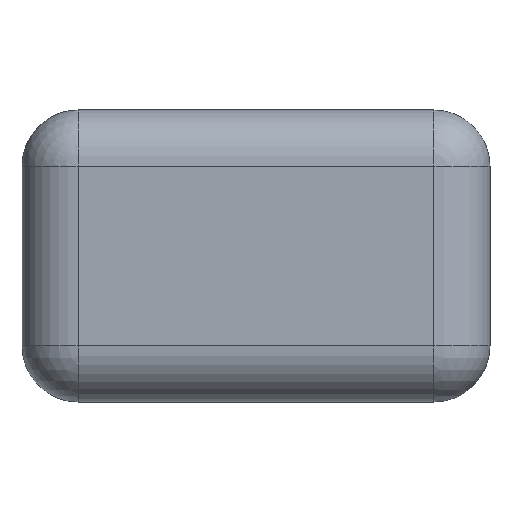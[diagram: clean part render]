
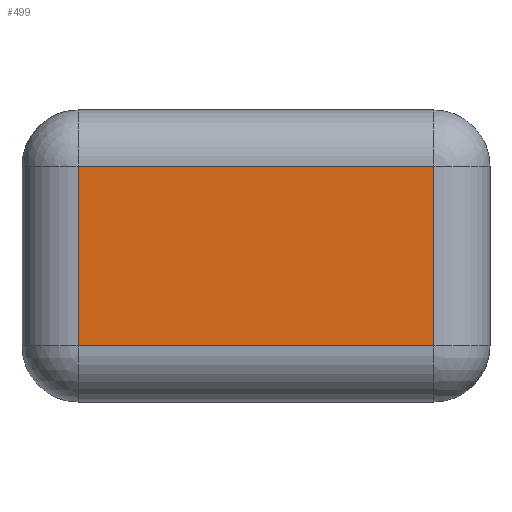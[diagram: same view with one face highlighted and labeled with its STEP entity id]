
A CAD part, left-side view. The second image highlights one B-rep face of the part: STEP entity #499.
In plain terms, the highlighted planar face has unit normal (-1, 0, 0).
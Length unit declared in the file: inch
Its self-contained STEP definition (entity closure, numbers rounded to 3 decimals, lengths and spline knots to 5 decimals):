
#18 = EDGE_CURVE ( 'NONE', #1410, #1194, #904, .T. ) ;
#267 = EDGE_LOOP ( 'NONE', ( #682, #1367, #1726, #1666 ) ) ;
#401 = LINE ( 'NONE', #1347, #562 ) ;
#456 = DIRECTION ( 'NONE',  ( 0., 0., 1. ) ) ;
#465 = DIRECTION ( 'NONE',  ( -1., 0., 0. ) ) ;
#470 = PLANE ( 'NONE',  #1021 ) ;
#488 = CARTESIAN_POINT ( 'NONE',  ( -0.03937, -0.0187, 0.00591 ) ) ;
#499 = ADVANCED_FACE ( 'NONE', ( #1670 ), #470, .T. ) ;
#562 = VECTOR ( 'NONE', #592, 39.37008 ) ;
#585 = CARTESIAN_POINT ( 'NONE',  ( -0.03937, 0.0187, 0.00591 ) ) ;
#592 = DIRECTION ( 'NONE',  ( 0., 0., 1. ) ) ;
#607 = CARTESIAN_POINT ( 'NONE',  ( -0.03937, -0.0187, 0.00591 ) ) ;
#626 = DIRECTION ( 'NONE',  ( 0., -1., 0. ) ) ;
#651 = CARTESIAN_POINT ( 'NONE',  ( -0.03937, -0.0187, 0.00591 ) ) ;
#682 = ORIENTED_EDGE ( 'NONE', *, *, #18, .T. ) ;
#687 = CARTESIAN_POINT ( 'NONE',  ( -0.03937, 0.0187, 0.0248 ) ) ;
#882 = CARTESIAN_POINT ( 'NONE',  ( -0.03937, 0.0187, 0.00591 ) ) ;
#904 = LINE ( 'NONE', #651, #1276 ) ;
#918 = EDGE_CURVE ( 'NONE', #1675, #1443, #1252, .T. ) ;
#955 = DIRECTION ( 'NONE',  ( 0., 1., 0. ) ) ;
#958 = EDGE_CURVE ( 'NONE', #1194, #1675, #401, .T. ) ;
#1021 = AXIS2_PLACEMENT_3D ( 'NONE', #488, #465, #456 ) ;
#1088 = VECTOR ( 'NONE', #1134, 39.37008 ) ;
#1092 = CARTESIAN_POINT ( 'NONE',  ( -0.03937, -0.0187, 0.0248 ) ) ;
#1102 = LINE ( 'NONE', #585, #1088 ) ;
#1134 = DIRECTION ( 'NONE',  ( 0., 0., -1. ) ) ;
#1194 = VERTEX_POINT ( 'NONE', #607 ) ;
#1252 = LINE ( 'NONE', #1092, #1286 ) ;
#1276 = VECTOR ( 'NONE', #626, 39.37008 ) ;
#1286 = VECTOR ( 'NONE', #955, 39.37008 ) ;
#1341 = CARTESIAN_POINT ( 'NONE',  ( -0.03937, -0.0187, 0.0248 ) ) ;
#1347 = CARTESIAN_POINT ( 'NONE',  ( -0.03937, -0.0187, 0.00591 ) ) ;
#1367 = ORIENTED_EDGE ( 'NONE', *, *, #958, .T. ) ;
#1410 = VERTEX_POINT ( 'NONE', #882 ) ;
#1443 = VERTEX_POINT ( 'NONE', #687 ) ;
#1666 = ORIENTED_EDGE ( 'NONE', *, *, #1717, .T. ) ;
#1670 = FACE_OUTER_BOUND ( 'NONE', #267, .T. ) ;
#1675 = VERTEX_POINT ( 'NONE', #1341 ) ;
#1717 = EDGE_CURVE ( 'NONE', #1443, #1410, #1102, .T. ) ;
#1726 = ORIENTED_EDGE ( 'NONE', *, *, #918, .T. ) ;
